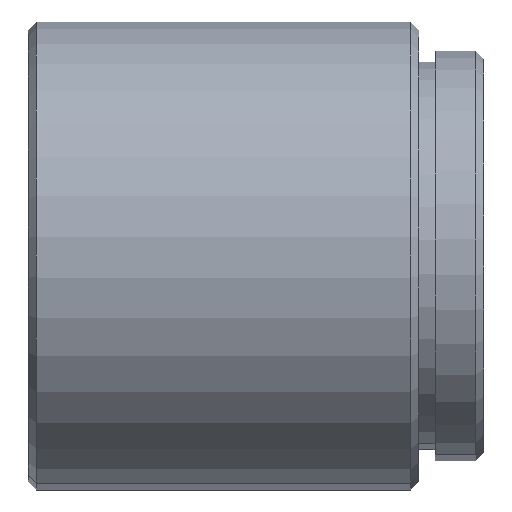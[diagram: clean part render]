
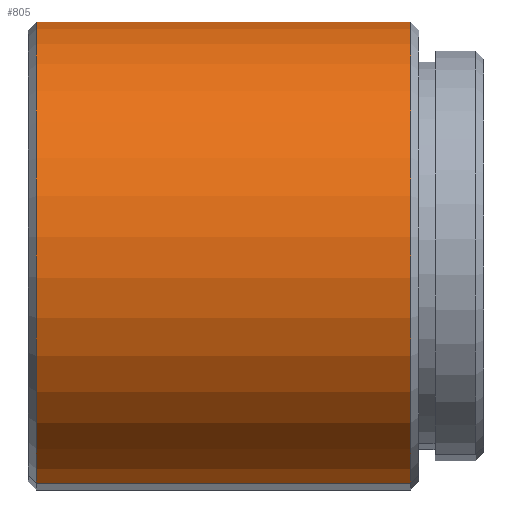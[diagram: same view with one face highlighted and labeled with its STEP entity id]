
A CAD part, front view. The second image highlights one B-rep face of the part: STEP entity #805.
In plain terms, the highlighted cylindrical face has radius 14.5 mm (diameter 29 mm), a partial arc.
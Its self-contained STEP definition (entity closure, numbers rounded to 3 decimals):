
#27 = DIRECTION ( 'NONE',  ( 0., 0.255, 0.967 ) ) ;
#136 = DIRECTION ( 'NONE',  ( -1., 0., 0. ) ) ;
#191 = CARTESIAN_POINT ( 'NONE',  ( 43.336, 0., 0. ) ) ;
#228 = DIRECTION ( 'NONE',  ( -1., 0., 0. ) ) ;
#235 = CARTESIAN_POINT ( 'NONE',  ( 19.726, 3.69, 14.022 ) ) ;
#251 = VERTEX_POINT ( 'NONE', #1492 ) ;
#273 = VERTEX_POINT ( 'NONE', #978 ) ;
#299 = EDGE_CURVE ( 'NONE', #273, #1496, #1568, .T. ) ;
#314 = EDGE_CURVE ( 'NONE', #251, #373, #1944, .T. ) ;
#350 = DIRECTION ( 'NONE',  ( 0., -0.255, -0.967 ) ) ;
#373 = VERTEX_POINT ( 'NONE', #1994 ) ;
#524 = ORIENTED_EDGE ( 'NONE', *, *, #314, .T. ) ;
#527 = VECTOR ( 'NONE', #228, 1000. ) ;
#645 = DIRECTION ( 'NONE',  ( -1., 0., 0. ) ) ;
#652 = DIRECTION ( 'NONE',  ( 1., 0., 0. ) ) ;
#805 = ADVANCED_FACE ( 'NONE', ( #1600 ), #1920, .T. ) ;
#970 = LINE ( 'NONE', #235, #527 ) ;
#973 = CARTESIAN_POINT ( 'NONE',  ( 19.726, 0., 0. ) ) ;
#978 = CARTESIAN_POINT ( 'NONE',  ( 20.226, 3.69, 14.022 ) ) ;
#1000 = EDGE_CURVE ( 'NONE', #373, #273, #970, .T. ) ;
#1005 = DIRECTION ( 'NONE',  ( 0., 0.255, 0.967 ) ) ;
#1029 = EDGE_LOOP ( 'NONE', ( #1915, #524, #1793, #1955 ) ) ;
#1048 = EDGE_CURVE ( 'NONE', #251, #1496, #1464, .T. ) ;
#1080 = AXIS2_PLACEMENT_3D ( 'NONE', #973, #1820, #27 ) ;
#1217 = AXIS2_PLACEMENT_3D ( 'NONE', #1844, #652, #350 ) ;
#1377 = VECTOR ( 'NONE', #136, 1000. ) ;
#1394 = CARTESIAN_POINT ( 'NONE',  ( 20.226, -3.69, -14.022 ) ) ;
#1464 = LINE ( 'NONE', #1606, #1377 ) ;
#1492 = CARTESIAN_POINT ( 'NONE',  ( 43.336, -3.69, -14.022 ) ) ;
#1496 = VERTEX_POINT ( 'NONE', #1394 ) ;
#1568 = CIRCLE ( 'NONE', #1217, 14.5 ) ;
#1600 = FACE_OUTER_BOUND ( 'NONE', #1029, .T. ) ;
#1606 = CARTESIAN_POINT ( 'NONE',  ( 19.726, -3.69, -14.022 ) ) ;
#1793 = ORIENTED_EDGE ( 'NONE', *, *, #1000, .T. ) ;
#1820 = DIRECTION ( 'NONE',  ( -1., 0., 0. ) ) ;
#1844 = CARTESIAN_POINT ( 'NONE',  ( 20.226, 0., 0. ) ) ;
#1845 = AXIS2_PLACEMENT_3D ( 'NONE', #191, #645, #1005 ) ;
#1915 = ORIENTED_EDGE ( 'NONE', *, *, #1048, .F. ) ;
#1920 = CYLINDRICAL_SURFACE ( 'NONE', #1080, 14.5 ) ;
#1944 = CIRCLE ( 'NONE', #1845, 14.5 ) ;
#1955 = ORIENTED_EDGE ( 'NONE', *, *, #299, .T. ) ;
#1994 = CARTESIAN_POINT ( 'NONE',  ( 43.336, 3.69, 14.022 ) ) ;
